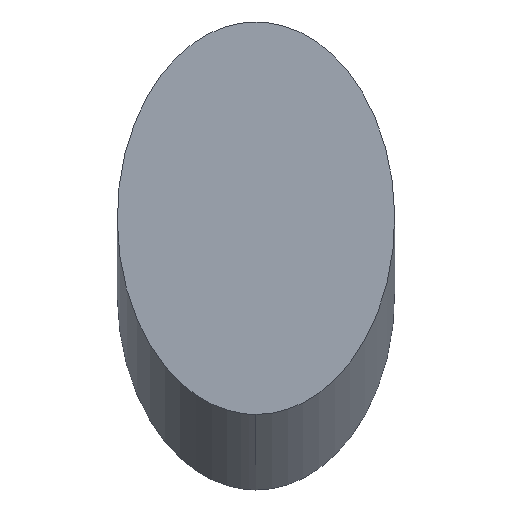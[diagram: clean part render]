
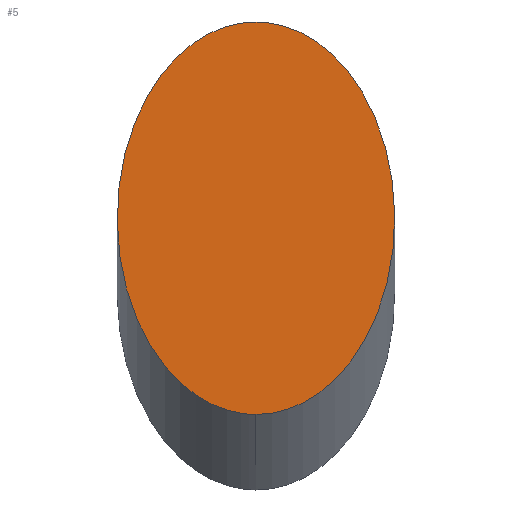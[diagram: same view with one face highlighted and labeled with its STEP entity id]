
A CAD part, top view. The second image highlights one B-rep face of the part: STEP entity #5.
In plain terms, the highlighted planar face has unit normal (0, 0, 1).
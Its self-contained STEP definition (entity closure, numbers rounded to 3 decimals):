
#1 = CARTESIAN_POINT ( 'NONE',  ( 54.392, 80.821, 12.502 ) ) ;
#2 = CARTESIAN_POINT ( 'NONE',  ( 8.392, 80.821, 12.502 ) ) ;
#5 = ADVANCED_FACE ( 'NONE', ( #109 ), #105, .T. ) ;
#30 = CARTESIAN_POINT ( 'NONE',  ( 54.392, 80.821, 12.502 ) ) ;
#33 = ORIENTED_EDGE ( 'NONE', *, *, #139, .T. ) ;
#34 =( BOUNDED_CURVE ( )  B_SPLINE_CURVE ( 3, ( #112, #2, #110, #44 ),
 .UNSPECIFIED., .F., .F. ) 
 B_SPLINE_CURVE_WITH_KNOTS ( ( 4, 4 ),
 ( 0., 3.142 ),
 .UNSPECIFIED. ) 
 CURVE ( )  GEOMETRIC_REPRESENTATION_ITEM ( )  RATIONAL_B_SPLINE_CURVE ( ( 1., 0.333, 0.333, 1. ) ) 
 REPRESENTATION_ITEM ( '' )  );
#44 = CARTESIAN_POINT ( 'NONE',  ( 54.392, 15.761, 12.502 ) ) ;
#45 = CARTESIAN_POINT ( 'NONE',  ( 54.392, 15.761, 12.502 ) ) ;
#54 = VERTEX_POINT ( 'NONE', #81 ) ;
#57 = CARTESIAN_POINT ( 'NONE',  ( 100.392, 80.821, 12.502 ) ) ;
#68 = DIRECTION ( 'NONE',  ( 0., 0., 1. ) ) ;
#81 = CARTESIAN_POINT ( 'NONE',  ( 54.392, 15.761, 12.502 ) ) ;
#91 =( BOUNDED_CURVE ( )  B_SPLINE_CURVE ( 3, ( #45, #138, #57, #1 ),
 .UNSPECIFIED., .F., .T. ) 
 B_SPLINE_CURVE_WITH_KNOTS ( ( 4, 4 ),
 ( 3.142, 6.283 ),
 .UNSPECIFIED. ) 
 CURVE ( )  GEOMETRIC_REPRESENTATION_ITEM ( )  RATIONAL_B_SPLINE_CURVE ( ( 1., 0.333, 0.333, 1. ) ) 
 REPRESENTATION_ITEM ( '' )  );
#92 = ORIENTED_EDGE ( 'NONE', *, *, #122, .T. ) ;
#105 = PLANE ( 'NONE',  #111 ) ;
#106 = EDGE_LOOP ( 'NONE', ( #92, #33 ) ) ;
#107 = CARTESIAN_POINT ( 'NONE',  ( 54.392, 48.291, 12.502 ) ) ;
#109 = FACE_OUTER_BOUND ( 'NONE', #106, .T. ) ;
#110 = CARTESIAN_POINT ( 'NONE',  ( 8.392, 15.761, 12.502 ) ) ;
#111 = AXIS2_PLACEMENT_3D ( 'NONE', #107, #68, #133 ) ;
#112 = CARTESIAN_POINT ( 'NONE',  ( 54.392, 80.821, 12.502 ) ) ;
#122 = EDGE_CURVE ( 'NONE', #123, #54, #34, .T. ) ;
#123 = VERTEX_POINT ( 'NONE', #30 ) ;
#133 = DIRECTION ( 'NONE',  ( 1., 0., 0. ) ) ;
#138 = CARTESIAN_POINT ( 'NONE',  ( 100.392, 15.761, 12.502 ) ) ;
#139 = EDGE_CURVE ( 'NONE', #54, #123, #91, .T. ) ;
